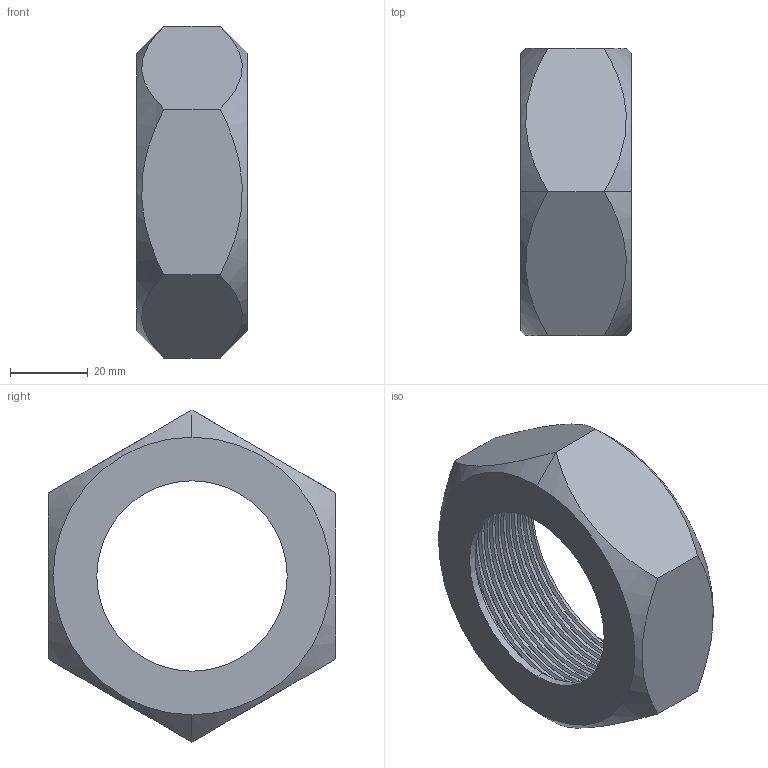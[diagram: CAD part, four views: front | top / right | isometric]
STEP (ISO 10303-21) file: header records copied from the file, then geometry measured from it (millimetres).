
FILE_DESCRIPTION (( 'STEP AP203' ), '1' );
FILE_NAME ('3D_R9364_40_17112250.STEP', '2024-08-20T06:23:18', ( '' ), ( '' ), 'SwSTEP 2.0', 'SolidWorks 2024', '' );
FILE_SCHEMA (( 'CONFIG_CONTROL_DESIGN' ));
Length unit declared in the file: millimetre
Products named in the file (1): 3D_R9364_40_17112250
Bounding box: 28.5 x 74 x 85.45 mm (x, y, z)
Volume: 51287 mm3; surface area: 19845.4 mm2
Topology: 1 solids, 1 shells, 48 faces, 128 edges, 83 vertices
Faces by surface type: cylinder 30, plane 10, cone 4, bspline 4
Entity records: 5008 total; most frequent: CARTESIAN_POINT 3951, ORIENTED_EDGE 256, DIRECTION 153, EDGE_CURVE 128, VERTEX_POINT 83, AXIS2_PLACEMENT_3D 57, EDGE_LOOP 51, ADVANCED_FACE 48
